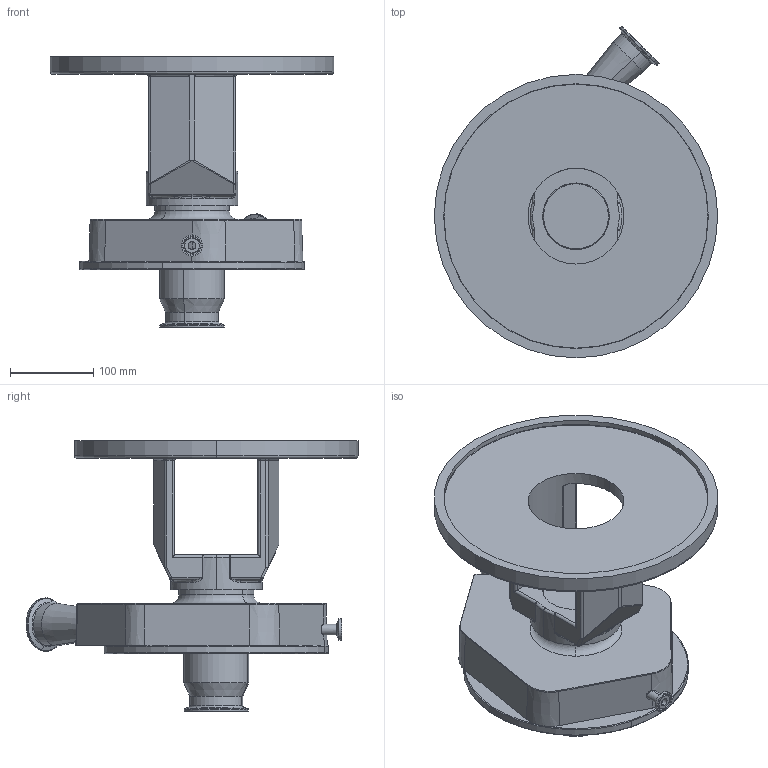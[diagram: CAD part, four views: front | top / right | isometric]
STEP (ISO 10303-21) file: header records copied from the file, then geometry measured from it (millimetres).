
FILE_DESCRIPTION (( 'STEP AP214' ), '1' );
FILE_NAME ('FPR 1741-1742 320TC 45L 1-2 IN STR DRAIN.STEP', '2023-01-12T20:40:00', ( '' ), ( '' ), 'SwSTEP 2.0', 'SolidWorks 2021', '' );
FILE_SCHEMA (( 'AUTOMOTIVE_DESIGN' ));
Length unit declared in the file: millimetre
Products named in the file (1): FPR 1741-1742 320TC 45L 1-2 IN STR DRAIN
Bounding box: 340 x 398.32 x 324.5 mm (x, y, z)
Volume: 4045763.7 mm3; surface area: 643611.5 mm2
Topology: 1 solids, 6 shells, 399 faces, 877 edges, 495 vertices
Faces by surface type: cylinder 129, torus 99, cone 70, plane 69, bspline 21, sphere 11
Entity records: 12500 total; most frequent: CARTESIAN_POINT 3728, DIRECTION 2011, ORIENTED_EDGE 1726, AXIS2_PLACEMENT_3D 864, EDGE_CURVE 863, VERTEX_POINT 495, CIRCLE 485, EDGE_LOOP 424
